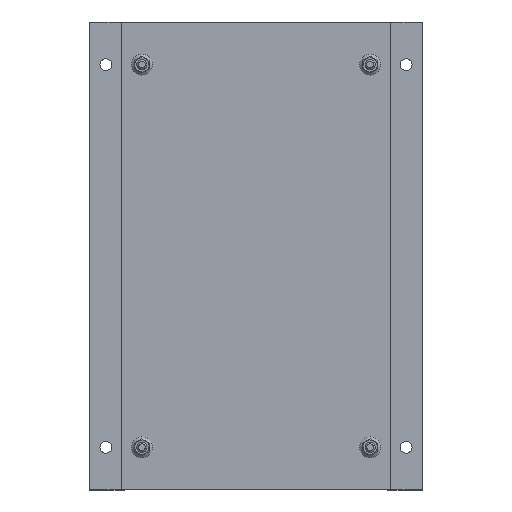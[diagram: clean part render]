
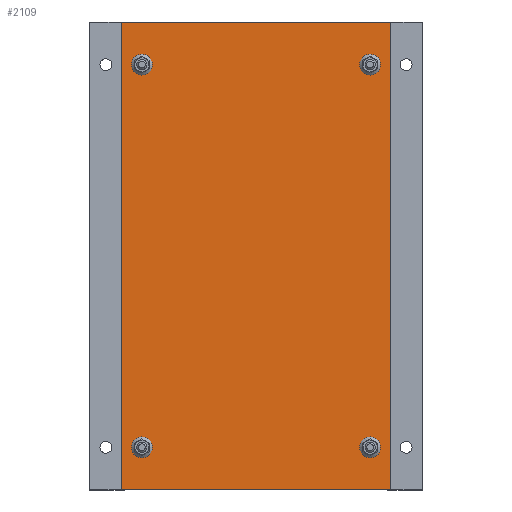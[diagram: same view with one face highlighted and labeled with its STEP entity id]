
A CAD part, top view. The second image highlights one B-rep face of the part: STEP entity #2109.
In plain terms, the highlighted planar face has unit normal (0, 0, 1).
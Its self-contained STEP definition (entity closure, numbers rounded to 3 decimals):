
#165=LINE('',#3312,#363);
#178=LINE('',#3339,#376);
#186=LINE('',#3355,#384);
#187=LINE('',#3356,#385);
#363=VECTOR('',#2792,1000.);
#376=VECTOR('',#2813,1000.);
#384=VECTOR('',#2827,1000.);
#385=VECTOR('',#2828,1000.);
#560=PLANE('',#2595);
#704=ORIENTED_EDGE('',*,*,#1254,.F.);
#705=ORIENTED_EDGE('',*,*,#1233,.F.);
#706=ORIENTED_EDGE('',*,*,#1255,.F.);
#707=ORIENTED_EDGE('',*,*,#1246,.F.);
#708=ORIENTED_EDGE('',*,*,#1220,.T.);
#709=ORIENTED_EDGE('',*,*,#1214,.F.);
#710=ORIENTED_EDGE('',*,*,#1212,.T.);
#711=ORIENTED_EDGE('',*,*,#1206,.F.);
#1206=EDGE_CURVE('',#1491,#1491,#1674,.T.);
#1212=EDGE_CURVE('',#1497,#1497,#1680,.T.);
#1214=EDGE_CURVE('',#1499,#1499,#1682,.T.);
#1220=EDGE_CURVE('',#1505,#1505,#1688,.T.);
#1233=EDGE_CURVE('',#1515,#1516,#165,.T.);
#1246=EDGE_CURVE('',#1525,#1526,#178,.T.);
#1254=EDGE_CURVE('',#1516,#1525,#186,.T.);
#1255=EDGE_CURVE('',#1526,#1515,#187,.T.);
#1491=VERTEX_POINT('',#3250);
#1497=VERTEX_POINT('',#3265);
#1499=VERTEX_POINT('',#3270);
#1505=VERTEX_POINT('',#3285);
#1515=VERTEX_POINT('',#3311);
#1516=VERTEX_POINT('',#3313);
#1525=VERTEX_POINT('',#3338);
#1526=VERTEX_POINT('',#3340);
#1674=CIRCLE('',#2562,5.25);
#1680=CIRCLE('',#2571,5.25);
#1682=CIRCLE('',#2574,5.25);
#1688=CIRCLE('',#2583,5.25);
#1751=EDGE_LOOP('',(#704,#705,#706,#707));
#1752=EDGE_LOOP('',(#708));
#1753=EDGE_LOOP('',(#709));
#1754=EDGE_LOOP('',(#710));
#1755=EDGE_LOOP('',(#711));
#1933=FACE_BOUND('',#1751,.T.);
#1934=FACE_BOUND('',#1752,.T.);
#1935=FACE_BOUND('',#1753,.T.);
#1936=FACE_BOUND('',#1754,.T.);
#1937=FACE_BOUND('',#1755,.T.);
#2109=ADVANCED_FACE('',(#1933,#1934,#1935,#1936,#1937),#560,.F.);
#2562=AXIS2_PLACEMENT_3D('',#3249,#2727,#2728);
#2571=AXIS2_PLACEMENT_3D('',#3264,#2745,#2746);
#2574=AXIS2_PLACEMENT_3D('',#3269,#2751,#2752);
#2583=AXIS2_PLACEMENT_3D('',#3284,#2769,#2770);
#2595=AXIS2_PLACEMENT_3D('',#3354,#2825,#2826);
#2727=DIRECTION('',(0.,0.,1.));
#2728=DIRECTION('',(1.,0.,0.));
#2745=DIRECTION('',(0.,0.,-1.));
#2746=DIRECTION('',(1.,0.,0.));
#2751=DIRECTION('',(0.,0.,1.));
#2752=DIRECTION('',(1.,0.,0.));
#2769=DIRECTION('',(0.,0.,-1.));
#2770=DIRECTION('',(1.,0.,0.));
#2792=DIRECTION('',(0.,-1.,0.));
#2813=DIRECTION('',(0.,1.,0.));
#2825=DIRECTION('',(0.,0.,-1.));
#2826=DIRECTION('',(-1.,0.,0.));
#2827=DIRECTION('',(-1.,0.,0.));
#2828=DIRECTION('',(1.,0.,0.));
#3249=CARTESIAN_POINT('',(119.,199.5,3.));
#3250=CARTESIAN_POINT('',(124.25,199.5,3.));
#3264=CARTESIAN_POINT('',(119.,-199.5,3.));
#3265=CARTESIAN_POINT('',(124.25,-199.5,3.));
#3269=CARTESIAN_POINT('',(-119.,-199.5,3.));
#3270=CARTESIAN_POINT('',(-113.75,-199.5,3.));
#3284=CARTESIAN_POINT('',(-119.,199.5,3.));
#3285=CARTESIAN_POINT('',(-113.75,199.5,3.));
#3311=CARTESIAN_POINT('',(140.5,244.,3.));
#3312=CARTESIAN_POINT('',(140.5,0.,3.));
#3313=CARTESIAN_POINT('',(140.5,-244.,3.));
#3338=CARTESIAN_POINT('',(-140.5,-244.,3.));
#3339=CARTESIAN_POINT('',(-140.5,0.,3.));
#3340=CARTESIAN_POINT('',(-140.5,244.,3.));
#3354=CARTESIAN_POINT('',(0.,0.,3.));
#3355=CARTESIAN_POINT('',(137.5,-244.,3.));
#3356=CARTESIAN_POINT('',(-137.5,244.,3.));
